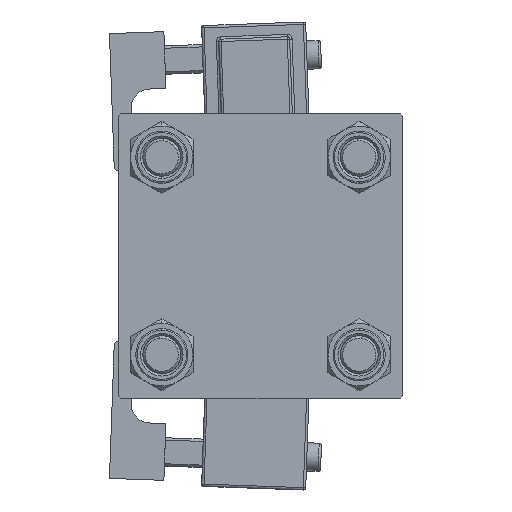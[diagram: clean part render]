
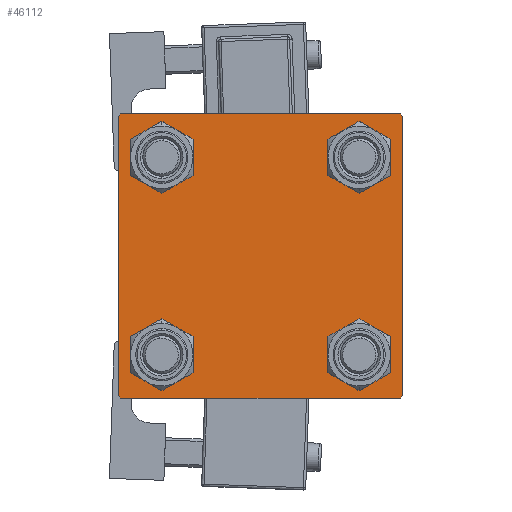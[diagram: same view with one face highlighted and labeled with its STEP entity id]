
A CAD part, left-side view. The second image highlights one B-rep face of the part: STEP entity #46112.
In plain terms, the highlighted planar face has unit normal (-1, 0, 0).
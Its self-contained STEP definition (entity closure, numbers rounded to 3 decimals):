
#58 = CIRCLE ( 'NONE', #42219, 4.5 ) ;
#259 = VECTOR ( 'NONE', #11652, 1000. ) ;
#1306 = AXIS2_PLACEMENT_3D ( 'NONE', #5121, #38568, #18055 ) ;
#1404 = CARTESIAN_POINT ( 'NONE',  ( 0., 30., 30. ) ) ;
#1435 = EDGE_CURVE ( 'NONE', #4072, #36529, #33020, .T. ) ;
#2807 = EDGE_CURVE ( 'NONE', #39671, #14200, #13759, .T. ) ;
#2827 = CARTESIAN_POINT ( 'NONE',  ( 0., 29.75, 29.75 ) ) ;
#2857 = CARTESIAN_POINT ( 'NONE',  ( 0., -20.85, -20.85 ) ) ;
#3094 = VERTEX_POINT ( 'NONE', #18527 ) ;
#3136 = DIRECTION ( 'NONE',  ( 0., 0., 1. ) ) ;
#3413 = ORIENTED_EDGE ( 'NONE', *, *, #6192, .T. ) ;
#3611 = CARTESIAN_POINT ( 'NONE',  ( 0., -20.85, 20.85 ) ) ;
#3872 = DIRECTION ( 'NONE',  ( 0., 0., 1. ) ) ;
#4072 = VERTEX_POINT ( 'NONE', #35285 ) ;
#4752 = CARTESIAN_POINT ( 'NONE',  ( 0., -20.85, -20.85 ) ) ;
#4798 = LINE ( 'NONE', #5074, #36975 ) ;
#5074 = CARTESIAN_POINT ( 'NONE',  ( 0., -29.75, 29.75 ) ) ;
#5121 = CARTESIAN_POINT ( 'NONE',  ( 0., 20.85, 20.85 ) ) ;
#5272 = CARTESIAN_POINT ( 'NONE',  ( 0., 20.85, -16.35 ) ) ;
#5335 = VERTEX_POINT ( 'NONE', #46390 ) ;
#5401 = LINE ( 'NONE', #31530, #23186 ) ;
#5828 = CARTESIAN_POINT ( 'NONE',  ( 0., -20.85, 16.35 ) ) ;
#6192 = EDGE_CURVE ( 'NONE', #41809, #16107, #18340, .T. ) ;
#7271 = CARTESIAN_POINT ( 'NONE',  ( 0., 29.5, -30. ) ) ;
#8079 = CARTESIAN_POINT ( 'NONE',  ( 0., -20.85, 20.85 ) ) ;
#8209 = EDGE_LOOP ( 'NONE', ( #35626, #55144 ) ) ;
#8341 = DIRECTION ( 'NONE',  ( 0., -1., 0. ) ) ;
#10056 = VERTEX_POINT ( 'NONE', #13244 ) ;
#10963 = DIRECTION ( 'NONE',  ( 0., 0.707, -0.707 ) ) ;
#11125 = EDGE_CURVE ( 'NONE', #14200, #39671, #53781, .T. ) ;
#11652 = DIRECTION ( 'NONE',  ( 0., 0., -1. ) ) ;
#11909 = ORIENTED_EDGE ( 'NONE', *, *, #23753, .T. ) ;
#13244 = CARTESIAN_POINT ( 'NONE',  ( 0., -30., 29.5 ) ) ;
#13759 = CIRCLE ( 'NONE', #45091, 4.5 ) ;
#14200 = VERTEX_POINT ( 'NONE', #52189 ) ;
#15570 = CARTESIAN_POINT ( 'NONE',  ( 0., 29.5, 30. ) ) ;
#16107 = VERTEX_POINT ( 'NONE', #36873 ) ;
#16159 = ORIENTED_EDGE ( 'NONE', *, *, #22678, .T. ) ;
#16287 = AXIS2_PLACEMENT_3D ( 'NONE', #30551, #17643, #27450 ) ;
#16934 = ORIENTED_EDGE ( 'NONE', *, *, #43896, .F. ) ;
#17450 = DIRECTION ( 'NONE',  ( 0., 0.707, 0.707 ) ) ;
#17640 = EDGE_LOOP ( 'NONE', ( #3413, #47838 ) ) ;
#17643 = DIRECTION ( 'NONE',  ( -1., 0., 0. ) ) ;
#18055 = DIRECTION ( 'NONE',  ( 0., 0., 1. ) ) ;
#18340 = CIRCLE ( 'NONE', #49700, 4.5 ) ;
#18527 = CARTESIAN_POINT ( 'NONE',  ( 0., -29.5, -30. ) ) ;
#18749 = FACE_OUTER_BOUND ( 'NONE', #40316, .T. ) ;
#20331 = LINE ( 'NONE', #46151, #36219 ) ;
#20361 = CIRCLE ( 'NONE', #38293, 4.5 ) ;
#20603 = DIRECTION ( 'NONE',  ( 0., -0.707, 0.707 ) ) ;
#20606 = CARTESIAN_POINT ( 'NONE',  ( 0., -20.85, 25.35 ) ) ;
#21006 = DIRECTION ( 'NONE',  ( 1., 0., 0. ) ) ;
#21052 = VECTOR ( 'NONE', #54794, 1000. ) ;
#22448 = DIRECTION ( 'NONE',  ( 0., 0., 1. ) ) ;
#22649 = EDGE_LOOP ( 'NONE', ( #24233, #48978 ) ) ;
#22678 = EDGE_CURVE ( 'NONE', #3094, #33944, #20331, .T. ) ;
#22775 = CIRCLE ( 'NONE', #1306, 4.5 ) ;
#23052 = ORIENTED_EDGE ( 'NONE', *, *, #38966, .T. ) ;
#23186 = VECTOR ( 'NONE', #44434, 1000. ) ;
#23197 = DIRECTION ( 'NONE',  ( 0., 0., 1. ) ) ;
#23304 = EDGE_CURVE ( 'NONE', #38902, #49318, #25457, .T. ) ;
#23753 = EDGE_CURVE ( 'NONE', #33728, #3094, #34195, .T. ) ;
#24233 = ORIENTED_EDGE ( 'NONE', *, *, #2807, .T. ) ;
#25057 = CARTESIAN_POINT ( 'NONE',  ( 0., -30., 30. ) ) ;
#25398 = EDGE_CURVE ( 'NONE', #47666, #5335, #27339, .T. ) ;
#25457 = CIRCLE ( 'NONE', #49647, 4.5 ) ;
#26105 = DIRECTION ( 'NONE',  ( 1., 0., 0. ) ) ;
#26721 = DIRECTION ( 'NONE',  ( 1., 0., 0. ) ) ;
#26904 = AXIS2_PLACEMENT_3D ( 'NONE', #38814, #26721, #43290 ) ;
#26936 = LINE ( 'NONE', #1404, #32377 ) ;
#27339 = CIRCLE ( 'NONE', #44371, 4.5 ) ;
#27450 = DIRECTION ( 'NONE',  ( 0., 0., 1. ) ) ;
#28615 = ORIENTED_EDGE ( 'NONE', *, *, #44059, .T. ) ;
#29431 = VERTEX_POINT ( 'NONE', #15570 ) ;
#30551 = CARTESIAN_POINT ( 'NONE',  ( 0., 0., 0. ) ) ;
#31233 = DIRECTION ( 'NONE',  ( 1., 0., 0. ) ) ;
#31530 = CARTESIAN_POINT ( 'NONE',  ( 0., 29.75, -29.75 ) ) ;
#31635 = CARTESIAN_POINT ( 'NONE',  ( 0., 20.85, 20.85 ) ) ;
#32377 = VECTOR ( 'NONE', #44061, 1000. ) ;
#33020 = LINE ( 'NONE', #50118, #259 ) ;
#33366 = EDGE_LOOP ( 'NONE', ( #44158, #28615 ) ) ;
#33405 = EDGE_CURVE ( 'NONE', #5335, #47666, #20361, .T. ) ;
#33728 = VERTEX_POINT ( 'NONE', #7271 ) ;
#33944 = VERTEX_POINT ( 'NONE', #43191 ) ;
#34195 = LINE ( 'NONE', #50451, #55051 ) ;
#34525 = ORIENTED_EDGE ( 'NONE', *, *, #1435, .T. ) ;
#35065 = PLANE ( 'NONE',  #16287 ) ;
#35285 = CARTESIAN_POINT ( 'NONE',  ( 0., 30., 29.5 ) ) ;
#35626 = ORIENTED_EDGE ( 'NONE', *, *, #25398, .T. ) ;
#35640 = ORIENTED_EDGE ( 'NONE', *, *, #55519, .F. ) ;
#36219 = VECTOR ( 'NONE', #20603, 1000. ) ;
#36529 = VERTEX_POINT ( 'NONE', #48113 ) ;
#36873 = CARTESIAN_POINT ( 'NONE',  ( 0., 20.85, 16.35 ) ) ;
#36975 = VECTOR ( 'NONE', #17450, 1000. ) ;
#37129 = DIRECTION ( 'NONE',  ( 1., 0., 0. ) ) ;
#37714 = LINE ( 'NONE', #25057, #21052 ) ;
#38293 = AXIS2_PLACEMENT_3D ( 'NONE', #2857, #37129, #3136 ) ;
#38568 = DIRECTION ( 'NONE',  ( 1., 0., 0. ) ) ;
#38814 = CARTESIAN_POINT ( 'NONE',  ( 0., 20.85, -20.85 ) ) ;
#38902 = VERTEX_POINT ( 'NONE', #20606 ) ;
#38966 = EDGE_CURVE ( 'NONE', #36529, #33728, #5401, .T. ) ;
#38995 = FACE_BOUND ( 'NONE', #33366, .T. ) ;
#39671 = VERTEX_POINT ( 'NONE', #5272 ) ;
#40103 = FACE_BOUND ( 'NONE', #8209, .T. ) ;
#40173 = CARTESIAN_POINT ( 'NONE',  ( 0., -20.85, -16.35 ) ) ;
#40316 = EDGE_LOOP ( 'NONE', ( #34525, #23052, #11909, #16159, #35640, #53324, #16934, #55448 ) ) ;
#40636 = VERTEX_POINT ( 'NONE', #52323 ) ;
#41086 = CARTESIAN_POINT ( 'NONE',  ( 0., 20.85, 25.35 ) ) ;
#41298 = LINE ( 'NONE', #2827, #42138 ) ;
#41809 = VERTEX_POINT ( 'NONE', #41086 ) ;
#42125 = EDGE_CURVE ( 'NONE', #29431, #4072, #41298, .T. ) ;
#42138 = VECTOR ( 'NONE', #10963, 1000. ) ;
#42219 = AXIS2_PLACEMENT_3D ( 'NONE', #8079, #21006, #3872 ) ;
#43191 = CARTESIAN_POINT ( 'NONE',  ( 0., -30., -29.5 ) ) ;
#43290 = DIRECTION ( 'NONE',  ( 0., 0., 1. ) ) ;
#43896 = EDGE_CURVE ( 'NONE', #29431, #40636, #26936, .T. ) ;
#44059 = EDGE_CURVE ( 'NONE', #49318, #38902, #58, .T. ) ;
#44061 = DIRECTION ( 'NONE',  ( 0., -1., 0. ) ) ;
#44158 = ORIENTED_EDGE ( 'NONE', *, *, #23304, .T. ) ;
#44371 = AXIS2_PLACEMENT_3D ( 'NONE', #4752, #26105, #22448 ) ;
#44434 = DIRECTION ( 'NONE',  ( 0., -0.707, -0.707 ) ) ;
#45091 = AXIS2_PLACEMENT_3D ( 'NONE', #48624, #31233, #48350 ) ;
#46112 = ADVANCED_FACE ( 'NONE', ( #38995, #40103, #48779, #47669, #18749 ), #35065, .T. ) ;
#46151 = CARTESIAN_POINT ( 'NONE',  ( 0., -29.75, -29.75 ) ) ;
#46390 = CARTESIAN_POINT ( 'NONE',  ( 0., -20.85, -25.35 ) ) ;
#47666 = VERTEX_POINT ( 'NONE', #40173 ) ;
#47669 = FACE_BOUND ( 'NONE', #17640, .T. ) ;
#47838 = ORIENTED_EDGE ( 'NONE', *, *, #54508, .T. ) ;
#48113 = CARTESIAN_POINT ( 'NONE',  ( 0., 30., -29.5 ) ) ;
#48255 = EDGE_CURVE ( 'NONE', #10056, #40636, #4798, .T. ) ;
#48350 = DIRECTION ( 'NONE',  ( 0., 0., 1. ) ) ;
#48624 = CARTESIAN_POINT ( 'NONE',  ( 0., 20.85, -20.85 ) ) ;
#48740 = DIRECTION ( 'NONE',  ( 1., 0., 0. ) ) ;
#48779 = FACE_BOUND ( 'NONE', #22649, .T. ) ;
#48978 = ORIENTED_EDGE ( 'NONE', *, *, #11125, .T. ) ;
#49318 = VERTEX_POINT ( 'NONE', #5828 ) ;
#49647 = AXIS2_PLACEMENT_3D ( 'NONE', #3611, #55243, #51043 ) ;
#49700 = AXIS2_PLACEMENT_3D ( 'NONE', #31635, #48740, #23197 ) ;
#50118 = CARTESIAN_POINT ( 'NONE',  ( 0., 30., 30. ) ) ;
#50451 = CARTESIAN_POINT ( 'NONE',  ( 0., 30., -30. ) ) ;
#51043 = DIRECTION ( 'NONE',  ( 0., 0., 1. ) ) ;
#52189 = CARTESIAN_POINT ( 'NONE',  ( 0., 20.85, -25.35 ) ) ;
#52323 = CARTESIAN_POINT ( 'NONE',  ( 0., -29.5, 30. ) ) ;
#53324 = ORIENTED_EDGE ( 'NONE', *, *, #48255, .T. ) ;
#53781 = CIRCLE ( 'NONE', #26904, 4.5 ) ;
#54508 = EDGE_CURVE ( 'NONE', #16107, #41809, #22775, .T. ) ;
#54794 = DIRECTION ( 'NONE',  ( 0., 0., -1. ) ) ;
#55051 = VECTOR ( 'NONE', #8341, 1000. ) ;
#55144 = ORIENTED_EDGE ( 'NONE', *, *, #33405, .T. ) ;
#55243 = DIRECTION ( 'NONE',  ( 1., 0., 0. ) ) ;
#55448 = ORIENTED_EDGE ( 'NONE', *, *, #42125, .T. ) ;
#55519 = EDGE_CURVE ( 'NONE', #10056, #33944, #37714, .T. ) ;
